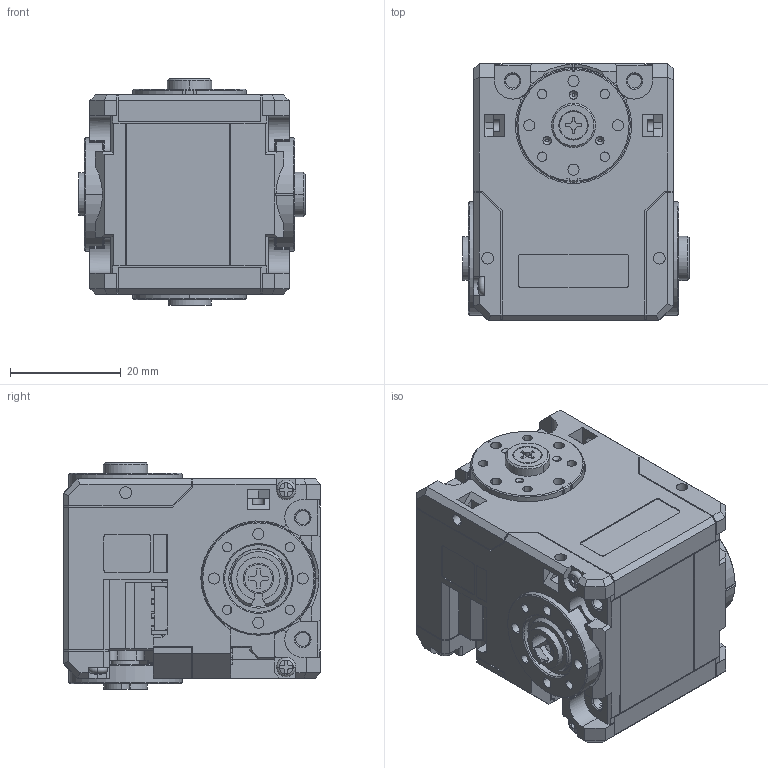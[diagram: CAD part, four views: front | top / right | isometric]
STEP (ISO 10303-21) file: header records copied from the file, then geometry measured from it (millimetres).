
FILE_DESCRIPTION((''),'2;1');
FILE_NAME('DC14_A01_REF_ASM','2019-05-16T14:40:34',('eum'),(''),'CREO PARAMETRIC BY PTC INC, 2018260','CREO PARAMETRIC BY PTC INC, 2018260','');
FILE_SCHEMA(('CONFIG_CONTROL_DESIGN'));
Length unit declared in the file: millimetre
Products named in the file (14): DC14_A01_REF; S3B-EH; EHR-3; PHS_M2X33_TAP_K; DC14_A01_INSERT_2; DC14_A01_INSERT_1; DC11_A01_HORN_REF; FHS_M2_5X06_NYLOK; DC11_A01_HORN_REF_ASM; DC11_A01_IDLER_REF; DC11_A01_IDLER_CAP_REF; DC11_A01_IDLER_SCREW; DC11_A01_IDLER_REF_ASM; DC14_A01_REF_ASM
Assembly tree (28 placements, depth 3):
  DC14_A01_REF_ASM
    DC14_A01_REF
    S3B-EH  x2
    EHR-3  x2
    PHS_M2X33_TAP_K  x4
    DC14_A01_INSERT_2  x8
    DC14_A01_INSERT_1  x2
    DC11_A01_HORN_REF_ASM  x2
      DC11_A01_HORN_REF
      FHS_M2_5X06_NYLOK
    DC11_A01_IDLER_REF_ASM  x2
      DC11_A01_IDLER_REF
      DC11_A01_IDLER_CAP_REF
      DC11_A01_IDLER_SCREW
Bounding box: 40.9 x 46.5 x 40.9 mm (x, y, z)
Volume: 56917.8 mm3; surface area: 20397.1 mm2
Topology: 29 solids, 47 shells, 3103 faces, 8594 edges, 5663 vertices
Faces by surface type: plane 1850, cylinder 1042, cone 143, bspline 44, torus 16, sphere 8
Entity records: 49343 total; most frequent: CARTESIAN_POINT 11329, ORIENTED_EDGE 7936, DIRECTION 7785, EDGE_CURVE 3978, VECTOR 2861, LINE 2861, VERTEX_POINT 2611, AXIS2_PLACEMENT_3D 2462
